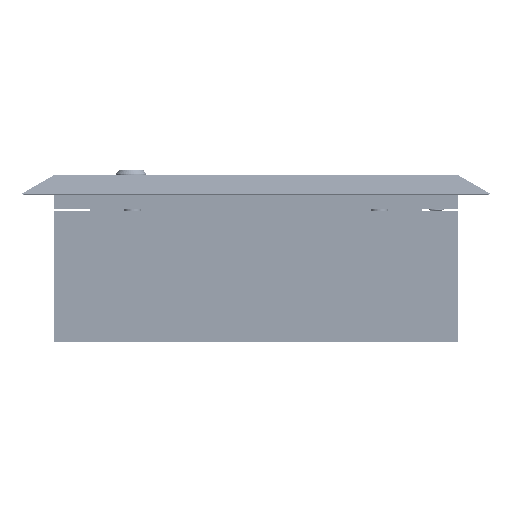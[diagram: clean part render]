
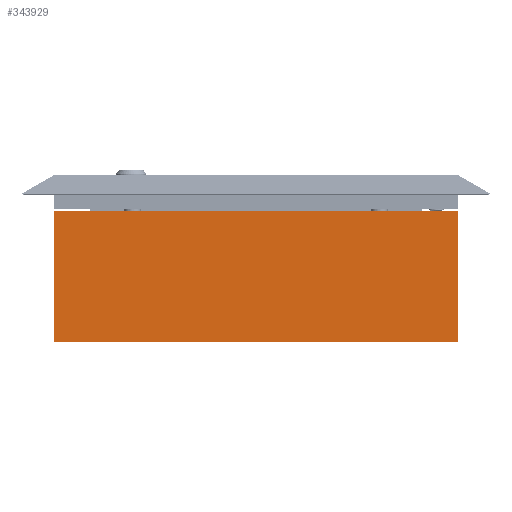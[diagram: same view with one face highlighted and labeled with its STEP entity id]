
A CAD part, front view. The second image highlights one B-rep face of the part: STEP entity #343929.
In plain terms, the highlighted planar face has unit normal (0, -1, 0).
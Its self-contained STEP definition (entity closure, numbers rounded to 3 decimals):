
#23196 = EDGE_CURVE ( 'NONE', #284776, #328546, #130904, .T. ) ;
#25183 = ORIENTED_EDGE ( 'NONE', *, *, #128155, .T. ) ;
#25580 = LINE ( 'NONE', #146692, #212679 ) ;
#33354 = AXIS2_PLACEMENT_3D ( 'NONE', #53857, #110701, #258376 ) ;
#53857 = CARTESIAN_POINT ( 'NONE',  ( -156.355, -393.78, 452.919 ) ) ;
#72693 = EDGE_LOOP ( 'NONE', ( #25183, #316027, #150961, #318553 ) ) ;
#80667 = CARTESIAN_POINT ( 'NONE',  ( -313.855, -393.78, 452.119 ) ) ;
#110701 = DIRECTION ( 'NONE',  ( 0., 1., 0. ) ) ;
#114560 = DIRECTION ( 'NONE',  ( 0., 0., -1. ) ) ;
#116378 = PLANE ( 'NONE',  #33354 ) ;
#122951 = LINE ( 'NONE', #265054, #152704 ) ;
#128155 = EDGE_CURVE ( 'NONE', #239388, #232603, #122951, .T. ) ;
#130904 = LINE ( 'NONE', #195177, #306443 ) ;
#132410 = EDGE_CURVE ( 'NONE', #328546, #232603, #153074, .T. ) ;
#138798 = CARTESIAN_POINT ( 'NONE',  ( -313.855, -393.78, 554.919 ) ) ;
#146692 = CARTESIAN_POINT ( 'NONE',  ( -313.855, -393.78, 458.576 ) ) ;
#150961 = ORIENTED_EDGE ( 'NONE', *, *, #23196, .F. ) ;
#152704 = VECTOR ( 'NONE', #242176, 1000. ) ;
#153074 = LINE ( 'NONE', #154928, #349276 ) ;
#154928 = CARTESIAN_POINT ( 'NONE',  ( 1.145, -393.78, 458.576 ) ) ;
#171287 = FACE_OUTER_BOUND ( 'NONE', #72693, .T. ) ;
#195177 = CARTESIAN_POINT ( 'NONE',  ( -156.355, -393.78, 554.919 ) ) ;
#212679 = VECTOR ( 'NONE', #114560, 1000. ) ;
#221739 = DIRECTION ( 'NONE',  ( 1., 0., 0. ) ) ;
#232603 = VERTEX_POINT ( 'NONE', #281091 ) ;
#239388 = VERTEX_POINT ( 'NONE', #80667 ) ;
#242176 = DIRECTION ( 'NONE',  ( 1., 0., 0. ) ) ;
#258376 = DIRECTION ( 'NONE',  ( 0., 0., 1. ) ) ;
#265054 = CARTESIAN_POINT ( 'NONE',  ( -156.355, -393.78, 452.119 ) ) ;
#268690 = DIRECTION ( 'NONE',  ( 0., 0., -1. ) ) ;
#274204 = EDGE_CURVE ( 'NONE', #284776, #239388, #25580, .T. ) ;
#281091 = CARTESIAN_POINT ( 'NONE',  ( 1.145, -393.78, 452.119 ) ) ;
#284776 = VERTEX_POINT ( 'NONE', #138798 ) ;
#306443 = VECTOR ( 'NONE', #221739, 1000. ) ;
#316027 = ORIENTED_EDGE ( 'NONE', *, *, #132410, .F. ) ;
#318553 = ORIENTED_EDGE ( 'NONE', *, *, #274204, .T. ) ;
#328546 = VERTEX_POINT ( 'NONE', #344550 ) ;
#343929 = ADVANCED_FACE ( 'NONE', ( #171287 ), #116378, .F. ) ;
#344550 = CARTESIAN_POINT ( 'NONE',  ( 1.145, -393.78, 554.919 ) ) ;
#349276 = VECTOR ( 'NONE', #268690, 1000. ) ;
